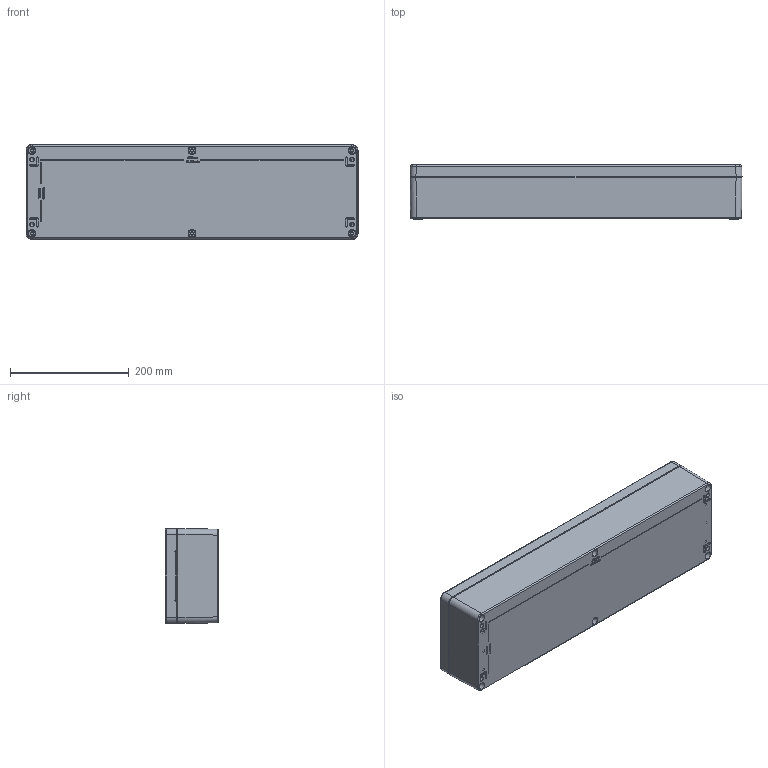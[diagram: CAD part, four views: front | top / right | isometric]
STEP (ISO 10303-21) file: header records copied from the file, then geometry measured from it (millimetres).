
FILE_DESCRIPTION (( 'STEP AP214' ), '1' );
FILE_NAME ('01165609.STEP', '2009-03-10T07:58:18', ( ' ' ), ( '' ), 'SwSTEP 2.0', 'SolidWorks 2008', '' );
FILE_SCHEMA (( 'AUTOMOTIVE_DESIGN' ));
Length unit declared in the file: millimetre
Products named in the file (5): 01059_Standard; 93134_Standard; 02059_Standard; 82009_Standard; 01165609
Assembly tree (9 placements, depth 2):
  01165609
    93134_Standard  x6
    02059_Standard
    01059_Standard
    82009_Standard
Bounding box: 560 x 91 x 160 mm (x, y, z)
Volume: 1435793.1 mm3; surface area: 635406.3 mm2
Topology: 9 solids, 9 shells, 2963 faces, 6839 edges, 3580 vertices
Faces by surface type: bspline 1053, cylinder 839, plane 505, cone 210, sphere 196, torus 160
Entity records: 120945 total; most frequent: CARTESIAN_POINT 68431, ORIENTED_EDGE 12112, DIRECTION 9215, EDGE_CURVE 6056, AXIS2_PLACEMENT_3D 3624, VERTEX_POINT 3336, EDGE_LOOP 2908, FACE_OUTER_BOUND 2802
